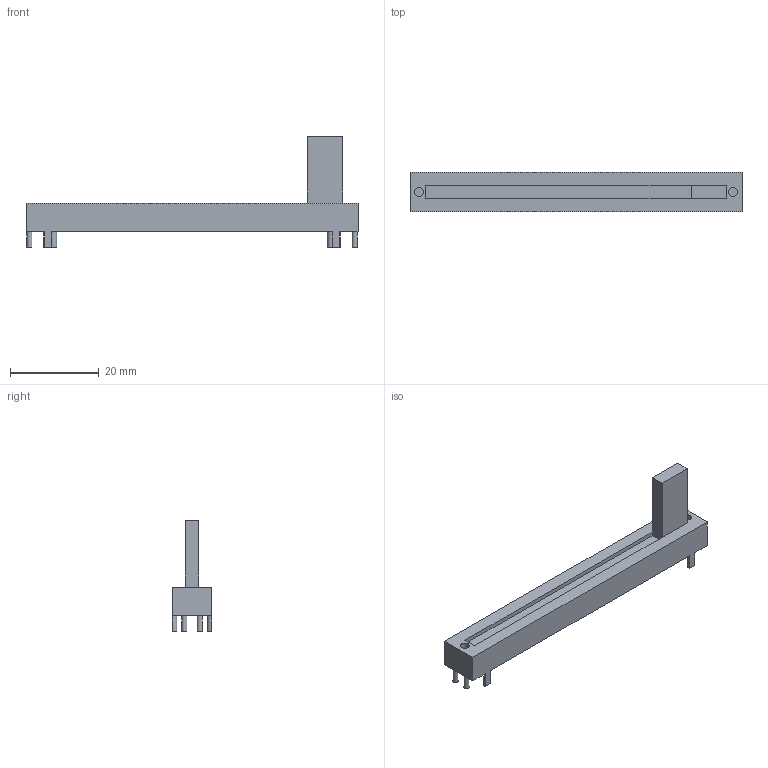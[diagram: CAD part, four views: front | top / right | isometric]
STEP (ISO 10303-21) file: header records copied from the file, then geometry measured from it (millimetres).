
FILE_DESCRIPTION(/* description */ (''),/* implementation_level */ '2;1');
FILE_NAME(/* name */ 'ligmaballs.step',/* time_stamp */ '2025-07-22T14:44:26-04:00',/* author */ (''),/* organization */ (''),/* preprocessor_version */ 'ST-DEVELOPER v20.1',/* originating_system */ 'Autodesk Translation Framework v14.10.0.0',/* authorisation */ '');
FILE_SCHEMA (('AUTOMOTIVE_DESIGN { 1 0 10303 214 3 1 1 }'));
Length unit declared in the file: millimetre
Products named in the file (1): Sliding APot (v2~recovered)
Bounding box: 75 x 9 x 25 mm (x, y, z)
Volume: 4582.3 mm3; surface area: 3042.5 mm2
Topology: 1 solids, 1 shells, 33 faces, 73 edges, 48 vertices
Faces by surface type: plane 24, cylinder 9
Full cylindrical faces by diameter (mm): 1.2 x3, 2 x2
Entity records: 942 total; most frequent: DIRECTION 159, CARTESIAN_POINT 155, ORIENTED_EDGE 146, EDGE_CURVE 73, LINE 55, VECTOR 55, AXIS2_PLACEMENT_3D 52, VERTEX_POINT 48
